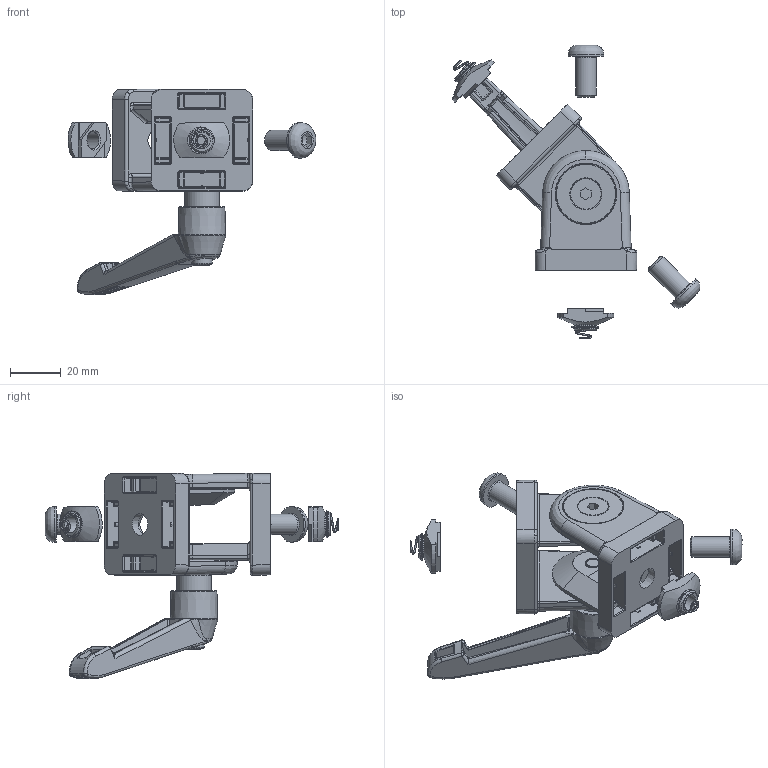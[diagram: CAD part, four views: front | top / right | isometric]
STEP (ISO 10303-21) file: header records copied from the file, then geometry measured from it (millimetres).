
FILE_DESCRIPTION(/* description */ (''),/* implementation_level */ '2;1');
FILE_NAME(/* name */ 'CEA 14.stp',/* time_stamp */ '2016-10-14T16:46:59+01:00',/* author */ ('kevin'),/* organization */ (''),/* preprocessor_version */ 'ST-DEVELOPER v15.2',/* originating_system */ 'Autodesk Inventor 2014',/* authorisation */ '');
FILE_SCHEMA (('AUTOMOTIVE_DESIGN { 1 0 10303 214 3 1 1 }'));
Products named in the file (18): fath_093gf40an_1; fath_093gf40an_2; fath_093gf40an_3; fath_093gf40an_4; fath_093gf40an_5; fath_093gf40an_6; fath_093gf40an_7; fath_093gf40an_8; fath_093gf40an_9; fath_093gf40an_10; fath_093gf40an_11; fath_093gf40an_12; Pivot Joint Adjustable; FTS 8; FTS-S; ANSI B18.3.4M - M8 x 1.25 x 16(1); CEA 14
Bounding box: 97.3 x 115.28 x 80.58 mm (x, y, z)
Volume: 58266.6 mm3; surface area: 39675.4 mm2
Topology: 18 solids, 19 shells, 1584 faces, 3770 edges, 2119 vertices
Faces by surface type: cylinder 501, plane 362, bspline 280, torus 211, sphere 135, cone 95
Full cylindrical faces by diameter (mm): 2 x4, 4.4 x1, 5 x2, 5.6 x1, 6 x2, 6.4 x6, 6.647 x2, 7 x1, 8 x3, 8.2 x1, 8.8 x2, 9.8 x2, 12 x1, 12.2 x1, 13 x3, 13.5 x1, 14 x3, 16 x2, 16.2 x3, 23.6 x4, 24 x2, 25.8 x3, 26 x2
Entity records: 54375 total; most frequent: CARTESIAN_POINT 21218, DIRECTION 7002, ORIENTED_EDGE 6790, EDGE_CURVE 3395, AXIS2_PLACEMENT_3D 2969, VERTEX_POINT 2032, EDGE_LOOP 1719, ADVANCED_FACE 1542
